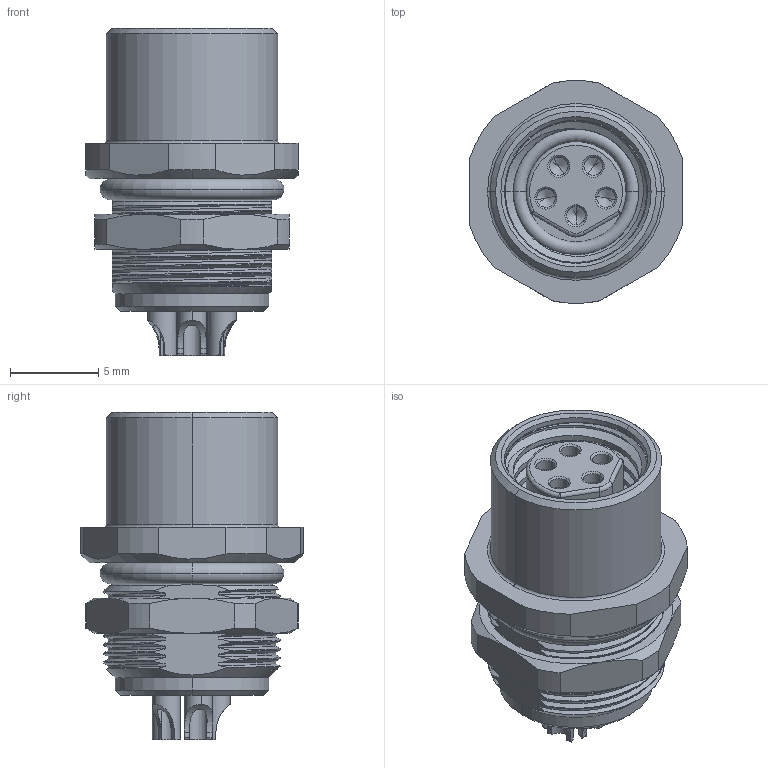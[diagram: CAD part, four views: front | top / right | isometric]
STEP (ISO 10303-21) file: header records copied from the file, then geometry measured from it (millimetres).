
FILE_DESCRIPTION((''),'2;1');
FILE_NAME('5P-K155_','2025-09-09T',('gongcheng16'),(''),'PRO/ENGINEER BY PARAMETRIC TECHNOLOGY CORPORATION, 2010280','PRO/ENGINEER BY PARAMETRIC TECHNOLOGY CORPORATION, 2010280','');
FILE_SCHEMA(('CONFIG_CONTROL_DESIGN'));
Products named in the file (1): 5P-K155_
Bounding box: 12 x 12.6 x 18.5 mm (x, y, z)
Volume: 219.5 mm3; surface area: 12419 mm2
Topology: 1 solids, 110 shells, 2055 faces, 6356 edges, 4233 vertices
Faces by surface type: cylinder 691, bspline 503, plane 463, cone 334, torus 62, sphere 2
Entity records: 197765 total; most frequent: CARTESIAN_POINT 147526, ORIENTED_EDGE 11061, DIRECTION 8367, EDGE_CURVE 6336, VERTEX_POINT 4233, AXIS2_PLACEMENT_3D 3043, B_SPLINE_CURVE_WITH_KNOTS 2565, VECTOR 2281
